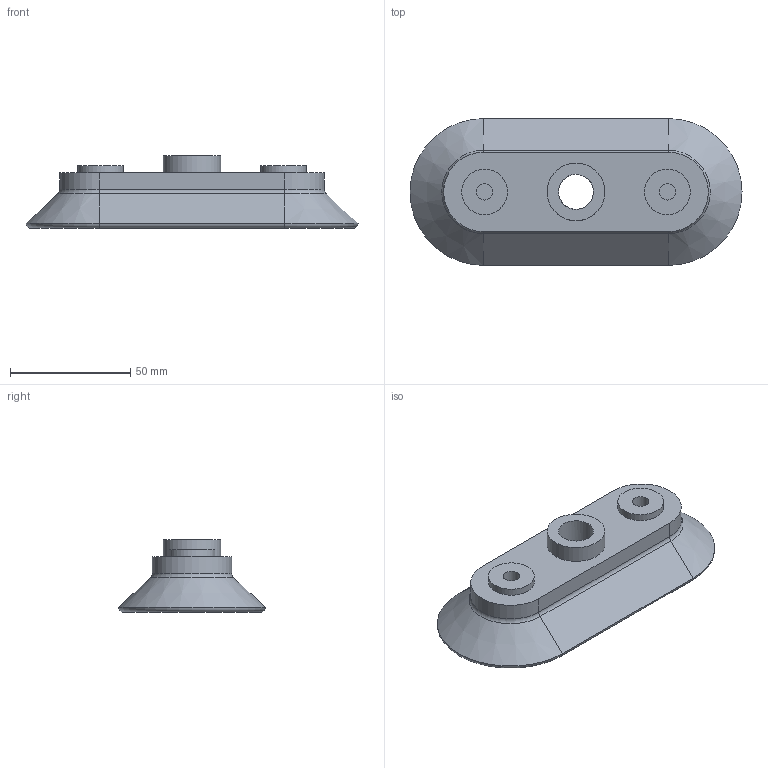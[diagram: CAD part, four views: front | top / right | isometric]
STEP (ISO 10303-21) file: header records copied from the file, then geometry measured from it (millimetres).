
FILE_DESCRIPTION( ( '' ), '1' );
FILE_NAME( '0106443.stp', '2003-10-09T10:52:54', ( 'Andreas Norlen' ), ( 'PIAB AB' ), 'XStep 1.0', 'SolidEdge V12', ' ' );
FILE_SCHEMA( ( 'automotive_design' ) );
Length unit declared in the file: millimetre
Products named in the file (1): 1
Bounding box: 138 x 61 x 30 mm (x, y, z)
Volume: 59674.2 mm3; surface area: 22132.8 mm2
Topology: 1 solids, 1 shells, 38 faces, 76 edges, 44 vertices
Faces by surface type: plane 14, cylinder 14, cone 4, torus 4, bspline 2
Full cylindrical faces by diameter (mm): 6.792 x2, 14.56 x1, 19 x2, 24 x1
Entity records: 1022 total; most frequent: CARTESIAN_POINT 225, DIRECTION 180, ORIENTED_EDGE 138, AXIS2_PLACEMENT_3D 76, EDGE_CURVE 69, EDGE_LOOP 50, FACE_OUTER_BOUND 44, VERTEX_POINT 43
